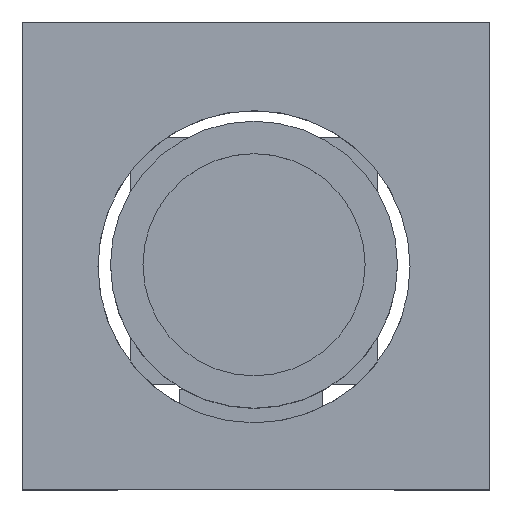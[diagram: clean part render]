
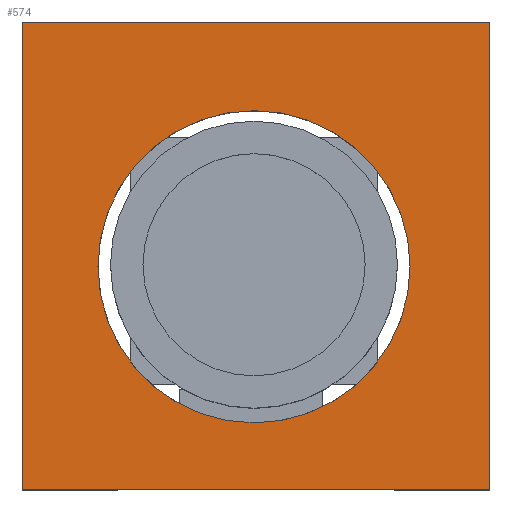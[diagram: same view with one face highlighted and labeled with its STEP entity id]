
A CAD part, top view. The second image highlights one B-rep face of the part: STEP entity #574.
In plain terms, the highlighted planar face has unit normal (0, 0, 1).
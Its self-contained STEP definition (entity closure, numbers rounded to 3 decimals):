
#22=FACE_BOUND('',#116,.T.);
#46=PLANE('',#635);
#80=FACE_OUTER_BOUND('',#115,.T.);
#115=EDGE_LOOP('',(#514,#515,#516,#517));
#116=EDGE_LOOP('',(#518));
#163=LINE('',#905,#229);
#169=LINE('',#916,#235);
#171=LINE('',#920,#237);
#174=LINE('',#925,#240);
#229=VECTOR('',#746,10.);
#235=VECTOR('',#754,10.);
#237=VECTOR('',#758,10.);
#240=VECTOR('',#763,10.);
#264=CIRCLE('',#634,5.437);
#298=VERTEX_POINT('',#903);
#299=VERTEX_POINT('',#904);
#303=VERTEX_POINT('',#914);
#304=VERTEX_POINT('',#919);
#306=VERTEX_POINT('',#929);
#364=EDGE_CURVE('',#298,#299,#163,.T.);
#370=EDGE_CURVE('',#299,#303,#169,.T.);
#372=EDGE_CURVE('',#303,#304,#171,.T.);
#375=EDGE_CURVE('',#304,#298,#174,.T.);
#378=EDGE_CURVE('',#306,#306,#264,.T.);
#514=ORIENTED_EDGE('',*,*,#375,.T.);
#515=ORIENTED_EDGE('',*,*,#364,.T.);
#516=ORIENTED_EDGE('',*,*,#370,.T.);
#517=ORIENTED_EDGE('',*,*,#372,.T.);
#518=ORIENTED_EDGE('',*,*,#378,.F.);
#574=ADVANCED_FACE('',(#80,#22),#46,.F.);
#634=AXIS2_PLACEMENT_3D('',#931,#770,#771);
#635=AXIS2_PLACEMENT_3D('',#932,#772,#773);
#746=DIRECTION('',(0.,-1.,0.));
#754=DIRECTION('',(1.,0.,0.));
#758=DIRECTION('',(0.,1.,0.));
#763=DIRECTION('',(-1.,0.,0.));
#770=DIRECTION('center_axis',(0.,0.,1.));
#771=DIRECTION('ref_axis',(-1.,0.,0.));
#772=DIRECTION('center_axis',(0.,0.,-1.));
#773=DIRECTION('ref_axis',(-1.,0.,0.));
#903=CARTESIAN_POINT('',(13.919,22.471,3.1));
#904=CARTESIAN_POINT('',(13.919,6.171,3.1));
#905=CARTESIAN_POINT('',(13.919,22.471,3.1));
#914=CARTESIAN_POINT('',(30.219,6.171,3.1));
#916=CARTESIAN_POINT('',(13.919,6.171,3.1));
#919=CARTESIAN_POINT('',(30.219,22.471,3.1));
#920=CARTESIAN_POINT('',(30.219,6.171,3.1));
#925=CARTESIAN_POINT('',(30.219,22.471,3.1));
#929=CARTESIAN_POINT('',(27.437,13.943,3.1));
#931=CARTESIAN_POINT('Origin',(22.,13.943,3.1));
#932=CARTESIAN_POINT('Origin',(22.069,14.321,3.1));
